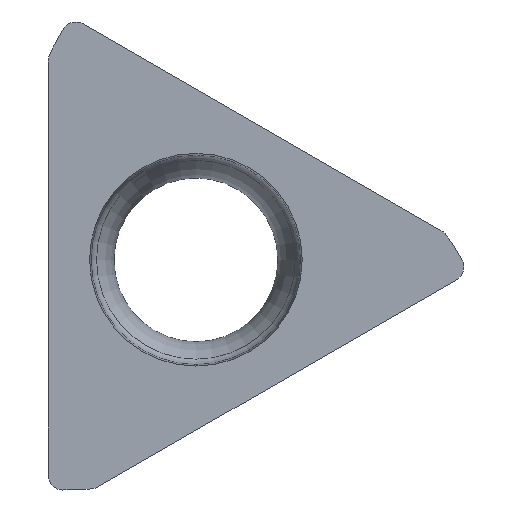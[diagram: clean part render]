
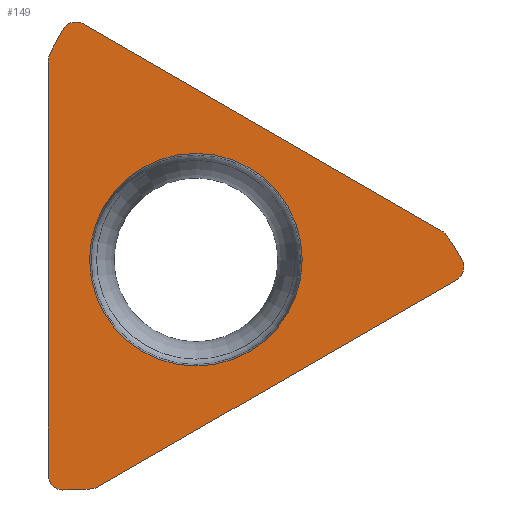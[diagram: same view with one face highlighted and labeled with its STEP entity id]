
A CAD part, top view. The second image highlights one B-rep face of the part: STEP entity #149.
In plain terms, the highlighted planar face has unit normal (0, 0, 1).
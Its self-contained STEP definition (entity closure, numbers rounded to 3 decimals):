
#59=PLANE('',#516);
#82=LINE('',#728,#106);
#87=LINE('',#777,#111);
#94=LINE('',#807,#118);
#106=VECTOR('',#533,1.);
#111=VECTOR('',#546,1.);
#118=VECTOR('',#567,1.);
#149=ADVANCED_FACE('',(#169,#170),#59,.T.);
#169=FACE_BOUND('',#199,.T.);
#170=FACE_BOUND('',#200,.T.);
#199=EDGE_LOOP('',(#298));
#200=EDGE_LOOP('',(#299,#300,#301,#302,#303,#304,#305,#306,#307,#308,#309,
#310));
#298=ORIENTED_EDGE('',*,*,#363,.F.);
#299=ORIENTED_EDGE('',*,*,#395,.F.);
#300=ORIENTED_EDGE('',*,*,#368,.T.);
#301=ORIENTED_EDGE('',*,*,#371,.F.);
#302=ORIENTED_EDGE('',*,*,#383,.F.);
#303=ORIENTED_EDGE('',*,*,#380,.F.);
#304=ORIENTED_EDGE('',*,*,#377,.F.);
#305=ORIENTED_EDGE('',*,*,#401,.F.);
#306=ORIENTED_EDGE('',*,*,#407,.F.);
#307=ORIENTED_EDGE('',*,*,#404,.F.);
#308=ORIENTED_EDGE('',*,*,#389,.T.);
#309=ORIENTED_EDGE('',*,*,#392,.F.);
#310=ORIENTED_EDGE('',*,*,#398,.F.);
#322=VERTEX_POINT('',#711);
#327=VERTEX_POINT('',#727);
#328=VERTEX_POINT('',#729);
#329=VERTEX_POINT('',#733);
#335=VERTEX_POINT('',#776);
#336=VERTEX_POINT('',#778);
#338=VERTEX_POINT('',#784);
#344=VERTEX_POINT('',#806);
#345=VERTEX_POINT('',#808);
#346=VERTEX_POINT('',#812);
#349=VERTEX_POINT('',#844);
#351=VERTEX_POINT('',#853);
#354=VERTEX_POINT('',#885);
#363=EDGE_CURVE('',#322,#322,#422,.T.);
#368=EDGE_CURVE('',#328,#327,#82,.T.);
#371=EDGE_CURVE('',#329,#327,#423,.T.);
#377=EDGE_CURVE('',#335,#336,#87,.T.);
#380=EDGE_CURVE('',#336,#338,#424,.T.);
#383=EDGE_CURVE('',#338,#329,#425,.T.);
#389=EDGE_CURVE('',#345,#344,#94,.T.);
#392=EDGE_CURVE('',#346,#344,#426,.T.);
#395=EDGE_CURVE('',#328,#349,#427,.T.);
#398=EDGE_CURVE('',#349,#346,#428,.T.);
#401=EDGE_CURVE('',#351,#335,#429,.T.);
#404=EDGE_CURVE('',#345,#354,#430,.T.);
#407=EDGE_CURVE('',#354,#351,#431,.T.);
#422=CIRCLE('',#475,1.428);
#423=CIRCLE('',#478,0.2);
#424=CIRCLE('',#482,0.25);
#425=CIRCLE('',#485,3.5);
#426=CIRCLE('',#489,0.2);
#427=CIRCLE('',#492,0.25);
#428=CIRCLE('',#495,3.5);
#429=CIRCLE('',#498,0.2);
#430=CIRCLE('',#501,0.25);
#431=CIRCLE('',#504,3.5);
#475=AXIS2_PLACEMENT_3D('',#710,#526,#527);
#478=AXIS2_PLACEMENT_3D('',#735,#538,#539);
#482=AXIS2_PLACEMENT_3D('',#783,#551,#552);
#485=AXIS2_PLACEMENT_3D('',#789,#558,#559);
#489=AXIS2_PLACEMENT_3D('',#814,#572,#573);
#492=AXIS2_PLACEMENT_3D('',#843,#578,#579);
#495=AXIS2_PLACEMENT_3D('',#849,#585,#586);
#498=AXIS2_PLACEMENT_3D('',#855,#592,#593);
#501=AXIS2_PLACEMENT_3D('',#884,#598,#599);
#504=AXIS2_PLACEMENT_3D('',#890,#605,#606);
#516=AXIS2_PLACEMENT_3D('',#959,#632,#633);
#526=DIRECTION('',(0.,0.,1.));
#527=DIRECTION('',(1.,0.,0.));
#533=DIRECTION('',(0.866,0.5,0.));
#538=DIRECTION('',(0.,0.,-1.));
#539=DIRECTION('',(1.,0.,0.));
#546=DIRECTION('',(0.866,-0.5,0.));
#551=DIRECTION('',(0.,0.,-1.));
#552=DIRECTION('',(1.,0.,0.));
#558=DIRECTION('',(0.,0.,-1.));
#559=DIRECTION('',(1.,0.,0.));
#567=DIRECTION('',(0.,-1.,0.));
#572=DIRECTION('',(0.,0.,-1.));
#573=DIRECTION('',(1.,0.,0.));
#578=DIRECTION('',(0.,0.,-1.));
#579=DIRECTION('',(1.,0.,0.));
#585=DIRECTION('',(0.,0.,-1.));
#586=DIRECTION('',(1.,0.,0.));
#592=DIRECTION('',(0.,0.,-1.));
#593=DIRECTION('',(1.,0.,0.));
#598=DIRECTION('',(0.,0.,-1.));
#599=DIRECTION('',(1.,0.,0.));
#605=DIRECTION('',(0.,0.,-1.));
#606=DIRECTION('',(1.,0.,0.));
#632=DIRECTION('',(0.,0.,1.));
#633=DIRECTION('',(1.,0.,0.));
#710=CARTESIAN_POINT('',(0.,0.,0.));
#711=CARTESIAN_POINT('',(1.428,0.,0.));
#727=CARTESIAN_POINT('',(3.498,-0.272,0.));
#728=CARTESIAN_POINT('',(3.723,-0.142,0.));
#729=CARTESIAN_POINT('',(-1.305,-3.046,0.));
#733=CARTESIAN_POINT('',(3.573,-0.002,0.));
#735=CARTESIAN_POINT('',(3.398,-0.099,0.));
#776=CARTESIAN_POINT('',(-1.513,3.166,0.));
#777=CARTESIAN_POINT('',(6.189,-1.281,0.));
#778=CARTESIAN_POINT('',(3.29,0.392,0.));
#783=CARTESIAN_POINT('',(3.165,0.176,0.));
#784=CARTESIAN_POINT('',(3.369,0.321,0.));
#789=CARTESIAN_POINT('',(0.517,-1.708,0.));
#806=CARTESIAN_POINT('',(-1.985,-2.894,0.));
#807=CARTESIAN_POINT('',(-1.985,-3.153,0.));
#808=CARTESIAN_POINT('',(-1.985,2.653,0.));
#812=CARTESIAN_POINT('',(-1.788,-3.093,0.));
#814=CARTESIAN_POINT('',(-1.785,-2.894,0.));
#843=CARTESIAN_POINT('',(-1.43,-2.829,0.));
#844=CARTESIAN_POINT('',(-1.407,-3.078,0.));
#849=CARTESIAN_POINT('',(-1.738,0.406,0.));
#853=CARTESIAN_POINT('',(-1.785,3.095,0.));
#855=CARTESIAN_POINT('',(-1.613,2.993,0.));
#884=CARTESIAN_POINT('',(-1.735,2.653,0.));
#885=CARTESIAN_POINT('',(-1.962,2.757,0.));
#890=CARTESIAN_POINT('',(1.221,1.302,0.));
#959=CARTESIAN_POINT('',(0.,0.,0.));
